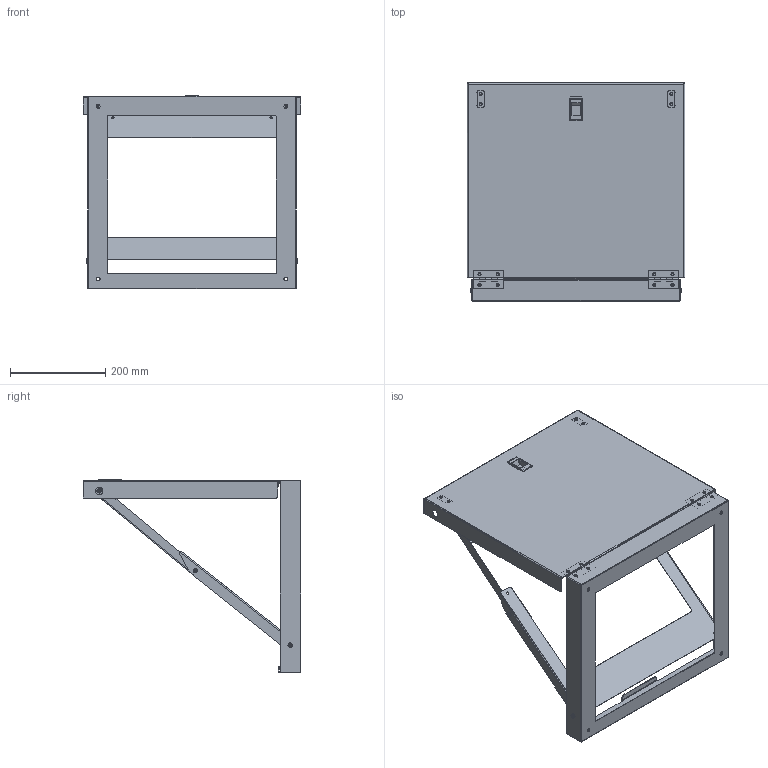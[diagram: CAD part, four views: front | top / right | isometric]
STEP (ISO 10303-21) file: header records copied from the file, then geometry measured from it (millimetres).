
FILE_DESCRIPTION (( 'STEP AP214' ), '1' );
FILE_NAME ('SCE-FS1818.STEP', '2022-07-25T15:53:44', ( '' ), ( '' ), 'SwSTEP 2.0', 'SolidWorks 2022', '' );
FILE_SCHEMA (( 'AUTOMOTIVE_DESIGN' ));
Length unit declared in the file: inch
Products named in the file (1): SCE-FS1818
Bounding box: 457.2 x 457.2 x 406.14 mm (x, y, z)
Volume: 678498.8 mm3; surface area: 994960.2 mm2
Topology: 55 solids, 55 shells, 2030 faces, 5260 edges, 3392 vertices
Faces by surface type: plane 1102, cylinder 442, torus 244, cone 171, bspline 43, sphere 28
Entity records: 70437 total; most frequent: CARTESIAN_POINT 19711, DIRECTION 10607, ORIENTED_EDGE 10498, EDGE_CURVE 5249, AXIS2_PLACEMENT_3D 4225, VERTEX_POINT 3392, EDGE_LOOP 2245, CIRCLE 2237
